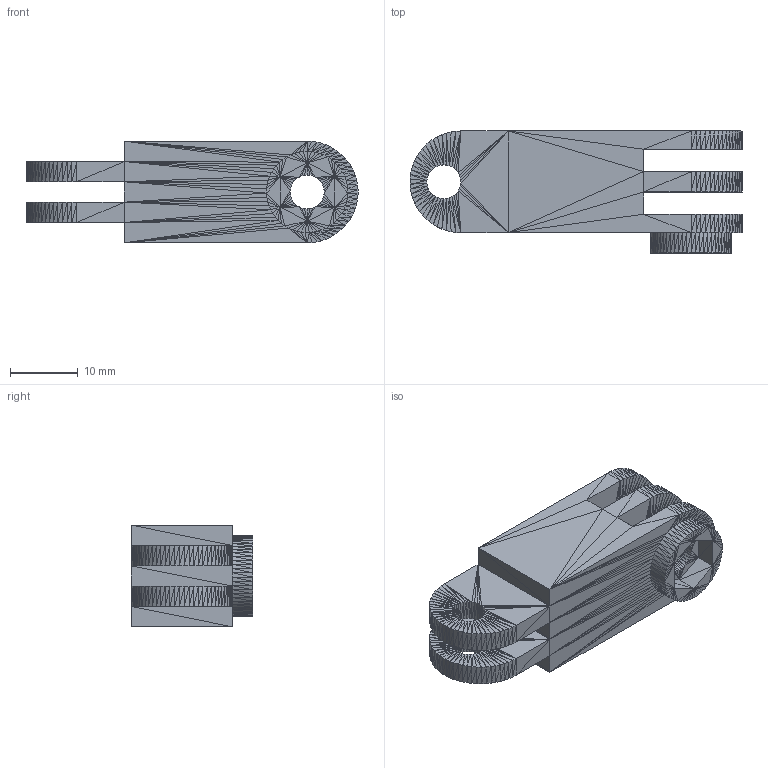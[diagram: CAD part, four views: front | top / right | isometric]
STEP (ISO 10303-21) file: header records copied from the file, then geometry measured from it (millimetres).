
FILE_DESCRIPTION(('FreeCAD Model'),'2;1');
FILE_NAME('Open CASCADE Shape Model','2025-01-23T11:12:53',(''),(''), 'Open CASCADE STEP processor 7.6','FreeCAD','Unknown');
FILE_SCHEMA(('AUTOMOTIVE_DESIGN { 1 0 10303 214 1 1 1 1 }'));
Length unit declared in the file: millimetre
Products named in the file (1): module_n1_v1763
Bounding box: 48.99 x 18 x 15 mm (x, y, z)
Surface area: 4132.2 mm2 (no closed solid volume)
Topology: 0 solids, 1756 shells, 1756 faces, 5268 edges, 5268 vertices
Faces by surface type: plane 1756
Entity records: 75527 total; most frequent: CARTESIAN_POINT 12293, DIRECTION 8782, ORIENTED_EDGE 5268, EDGE_CURVE 5268, VERTEX_POINT 5268, LINE 5268, VECTOR 5268, AXIS2_PLACEMENT_3D 1757
